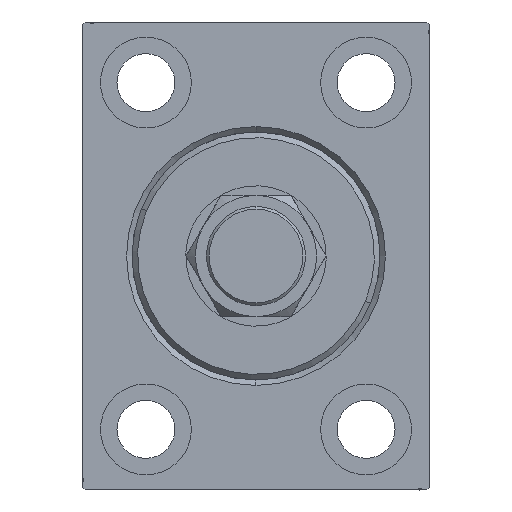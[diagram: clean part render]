
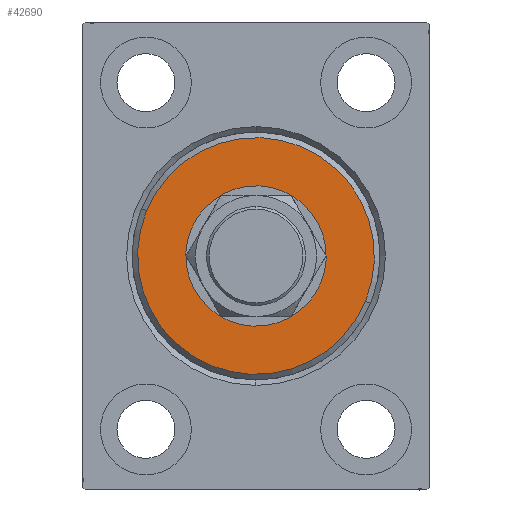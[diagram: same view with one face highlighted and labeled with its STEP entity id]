
A CAD part, left-side view. The second image highlights one B-rep face of the part: STEP entity #42690.
In plain terms, the highlighted face is planar.
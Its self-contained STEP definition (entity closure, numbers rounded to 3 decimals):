
#578 = AXIS2_PLACEMENT_3D ( 'NONE', #17432, #10091, #23876 ) ;
#1382 = ORIENTED_EDGE ( 'NONE', *, *, #36528, .T. ) ;
#2128 = ORIENTED_EDGE ( 'NONE', *, *, #21332, .T. ) ;
#2220 = CARTESIAN_POINT ( 'NONE',  ( 3., 0., 0. ) ) ;
#7153 = CARTESIAN_POINT ( 'NONE',  ( 3., 0., 21.5 ) ) ;
#9118 = DIRECTION ( 'NONE',  ( 0., 0., -1. ) ) ;
#9216 = DIRECTION ( 'NONE',  ( 0., 0., -1. ) ) ;
#9267 = EDGE_CURVE ( 'NONE', #31634, #41780, #11235, .T. ) ;
#9561 = PLANE ( 'NONE',  #19081 ) ;
#10091 = DIRECTION ( 'NONE',  ( -1., 0., 0. ) ) ;
#10379 = DIRECTION ( 'NONE',  ( 1., 0., 0. ) ) ;
#10616 = DIRECTION ( 'NONE',  ( 0., 0., -1. ) ) ;
#10700 = CIRCLE ( 'NONE', #42195, 12.75 ) ;
#11235 = CIRCLE ( 'NONE', #19287, 21.5 ) ;
#11975 = CARTESIAN_POINT ( 'NONE',  ( 3., 0., 0. ) ) ;
#12779 = FACE_OUTER_BOUND ( 'NONE', #22904, .T. ) ;
#14301 = CARTESIAN_POINT ( 'NONE',  ( 3., 0., -12.75 ) ) ;
#17432 = CARTESIAN_POINT ( 'NONE',  ( 3., 0., 0. ) ) ;
#19081 = AXIS2_PLACEMENT_3D ( 'NONE', #2220, #29980, #9118 ) ;
#19287 = AXIS2_PLACEMENT_3D ( 'NONE', #23940, #10379, #10616 ) ;
#19774 = DIRECTION ( 'NONE',  ( 0., 0., -1. ) ) ;
#20919 = CARTESIAN_POINT ( 'NONE',  ( 3., 0., 12.75 ) ) ;
#21332 = EDGE_CURVE ( 'NONE', #41780, #31634, #41317, .T. ) ;
#22885 = FACE_BOUND ( 'NONE', #44193, .T. ) ;
#22904 = EDGE_LOOP ( 'NONE', ( #24496, #2128 ) ) ;
#23247 = ORIENTED_EDGE ( 'NONE', *, *, #26554, .T. ) ;
#23876 = DIRECTION ( 'NONE',  ( 0., 0., -1. ) ) ;
#23940 = CARTESIAN_POINT ( 'NONE',  ( 3., 0., 0. ) ) ;
#24496 = ORIENTED_EDGE ( 'NONE', *, *, #9267, .T. ) ;
#26554 = EDGE_CURVE ( 'NONE', #30515, #29645, #10700, .T. ) ;
#26597 = CARTESIAN_POINT ( 'NONE',  ( 3., 0., -21.5 ) ) ;
#26870 = DIRECTION ( 'NONE',  ( 1., 0., 0. ) ) ;
#27365 = AXIS2_PLACEMENT_3D ( 'NONE', #11975, #26870, #9216 ) ;
#29645 = VERTEX_POINT ( 'NONE', #14301 ) ;
#29980 = DIRECTION ( 'NONE',  ( 1., 0., 0. ) ) ;
#30515 = VERTEX_POINT ( 'NONE', #20919 ) ;
#31634 = VERTEX_POINT ( 'NONE', #7153 ) ;
#35758 = CIRCLE ( 'NONE', #578, 12.75 ) ;
#36528 = EDGE_CURVE ( 'NONE', #29645, #30515, #35758, .T. ) ;
#41317 = CIRCLE ( 'NONE', #27365, 21.5 ) ;
#41780 = VERTEX_POINT ( 'NONE', #26597 ) ;
#42195 = AXIS2_PLACEMENT_3D ( 'NONE', #44782, #44561, #19774 ) ;
#42690 = ADVANCED_FACE ( 'NONE', ( #12779, #22885 ), #9561, .T. ) ;
#44193 = EDGE_LOOP ( 'NONE', ( #23247, #1382 ) ) ;
#44561 = DIRECTION ( 'NONE',  ( -1., 0., 0. ) ) ;
#44782 = CARTESIAN_POINT ( 'NONE',  ( 3., 0., 0. ) ) ;
